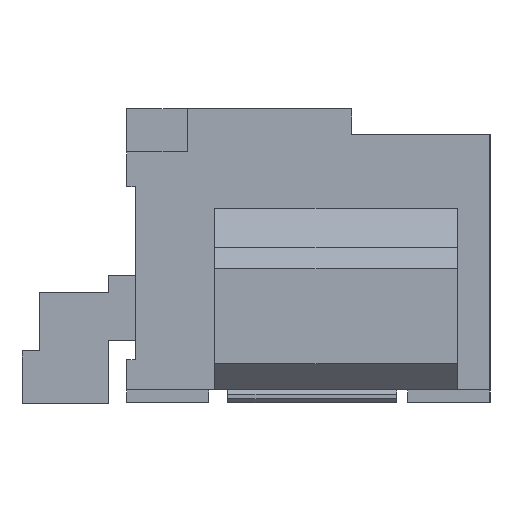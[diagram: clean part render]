
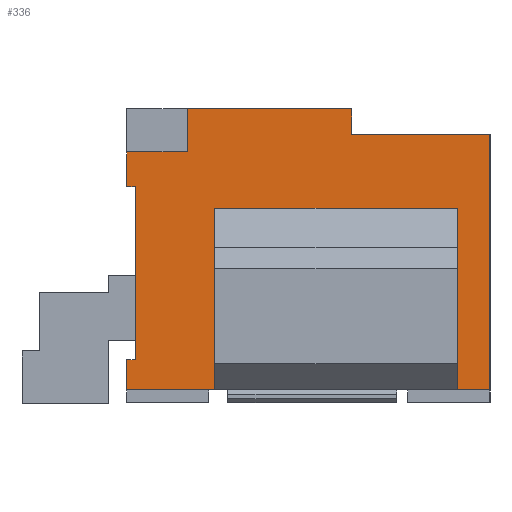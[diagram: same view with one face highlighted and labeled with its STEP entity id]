
A CAD part, left-side view. The second image highlights one B-rep face of the part: STEP entity #336.
In plain terms, the highlighted planar face has unit normal (-1, 0, 0).
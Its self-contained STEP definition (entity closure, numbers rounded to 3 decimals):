
#336 = ADVANCED_FACE( '', ( #768 ), #769, .T. );
#768 = FACE_OUTER_BOUND( '', #1348, .T. );
#769 = PLANE( '', #1349 );
#1348 = EDGE_LOOP( '', ( #1926, #1927, #1928, #1929, #1930, #1931, #1932, #1933, #1934, #1935, #1936, #1937, #1938, #1939, #1940, #1941 ) );
#1349 = AXIS2_PLACEMENT_3D( '', #1942, #1943, #1944 );
#1926 = ORIENTED_EDGE( '', *, *, #3705, .F. );
#1927 = ORIENTED_EDGE( '', *, *, #3706, .T. );
#1928 = ORIENTED_EDGE( '', *, *, #3707, .F. );
#1929 = ORIENTED_EDGE( '', *, *, #3708, .F. );
#1930 = ORIENTED_EDGE( '', *, *, #3709, .T. );
#1931 = ORIENTED_EDGE( '', *, *, #3710, .F. );
#1932 = ORIENTED_EDGE( '', *, *, #3711, .T. );
#1933 = ORIENTED_EDGE( '', *, *, #3712, .T. );
#1934 = ORIENTED_EDGE( '', *, *, #3713, .F. );
#1935 = ORIENTED_EDGE( '', *, *, #3714, .F. );
#1936 = ORIENTED_EDGE( '', *, *, #3715, .F. );
#1937 = ORIENTED_EDGE( '', *, *, #3716, .T. );
#1938 = ORIENTED_EDGE( '', *, *, #3717, .F. );
#1939 = ORIENTED_EDGE( '', *, *, #3718, .T. );
#1940 = ORIENTED_EDGE( '', *, *, #3719, .T. );
#1941 = ORIENTED_EDGE( '', *, *, #3720, .T. );
#1942 = CARTESIAN_POINT( '', ( -5.25, 0., 0. ) );
#1943 = DIRECTION( '', ( -1., 0., 0. ) );
#1944 = DIRECTION( '', ( 0., 0., 1. ) );
#3705 = EDGE_CURVE( '', #4421, #4422, #4423, .T. );
#3706 = EDGE_CURVE( '', #4421, #4424, #4425, .T. );
#3707 = EDGE_CURVE( '', #4426, #4424, #4427, .T. );
#3708 = EDGE_CURVE( '', #4428, #4426, #4429, .T. );
#3709 = EDGE_CURVE( '', #4428, #4430, #4431, .T. );
#3710 = EDGE_CURVE( '', #4432, #4430, #4433, .T. );
#3711 = EDGE_CURVE( '', #4432, #4434, #4435, .T. );
#3712 = EDGE_CURVE( '', #4434, #4436, #4437, .T. );
#3713 = EDGE_CURVE( '', #4438, #4436, #4439, .T. );
#3714 = EDGE_CURVE( '', #4440, #4438, #4441, .T. );
#3715 = EDGE_CURVE( '', #4442, #4440, #4443, .T. );
#3716 = EDGE_CURVE( '', #4442, #4444, #4445, .T. );
#3717 = EDGE_CURVE( '', #4446, #4444, #4447, .T. );
#3718 = EDGE_CURVE( '', #4446, #4448, #4449, .T. );
#3719 = EDGE_CURVE( '', #4448, #4450, #4451, .T. );
#3720 = EDGE_CURVE( '', #4450, #4422, #4452, .T. );
#4421 = VERTEX_POINT( '', #5483 );
#4422 = VERTEX_POINT( '', #5484 );
#4423 = LINE( '', #5485, #5486 );
#4424 = VERTEX_POINT( '', #5487 );
#4425 = LINE( '', #5488, #5489 );
#4426 = VERTEX_POINT( '', #5490 );
#4427 = LINE( '', #5491, #5492 );
#4428 = VERTEX_POINT( '', #5493 );
#4429 = LINE( '', #5494, #5495 );
#4430 = VERTEX_POINT( '', #5496 );
#4431 = LINE( '', #5497, #5498 );
#4432 = VERTEX_POINT( '', #5499 );
#4433 = LINE( '', #5500, #5501 );
#4434 = VERTEX_POINT( '', #5502 );
#4435 = LINE( '', #5503, #5504 );
#4436 = VERTEX_POINT( '', #5505 );
#4437 = LINE( '', #5506, #5507 );
#4438 = VERTEX_POINT( '', #5508 );
#4439 = LINE( '', #5509, #5510 );
#4440 = VERTEX_POINT( '', #5511 );
#4441 = LINE( '', #5512, #5513 );
#4442 = VERTEX_POINT( '', #5514 );
#4443 = LINE( '', #5515, #5516 );
#4444 = VERTEX_POINT( '', #5517 );
#4445 = LINE( '', #5518, #5519 );
#4446 = VERTEX_POINT( '', #5520 );
#4447 = LINE( '', #5521, #5522 );
#4448 = VERTEX_POINT( '', #5523 );
#4449 = LINE( '', #5524, #5525 );
#4450 = VERTEX_POINT( '', #5526 );
#4451 = LINE( '', #5527, #5528 );
#4452 = LINE( '', #5529, #5530 );
#5483 = CARTESIAN_POINT( '', ( -5.25, -2.1, -1.55 ) );
#5484 = CARTESIAN_POINT( '', ( -5.25, -1.72, -1.55 ) );
#5485 = CARTESIAN_POINT( '', ( -5.25, 0., -1.55 ) );
#5486 = VECTOR( '', #7042, 1000. );
#5487 = CARTESIAN_POINT( '', ( -5.25, -2.1, 1.4 ) );
#5488 = CARTESIAN_POINT( '', ( -5.25, -2.1, -1.7 ) );
#5489 = VECTOR( '', #7043, 1000. );
#5490 = CARTESIAN_POINT( '', ( -5.25, -0.5, 1.4 ) );
#5491 = CARTESIAN_POINT( '', ( -5.25, 0., 1.4 ) );
#5492 = VECTOR( '', #7044, 1000. );
#5493 = CARTESIAN_POINT( '', ( -5.25, -0.5, 1.7 ) );
#5494 = CARTESIAN_POINT( '', ( -5.25, -0.5, 0. ) );
#5495 = VECTOR( '', #7045, 1000. );
#5496 = CARTESIAN_POINT( '', ( -5.25, 1.4, 1.7 ) );
#5497 = CARTESIAN_POINT( '', ( -5.25, -2.1, 1.7 ) );
#5498 = VECTOR( '', #7046, 1000. );
#5499 = CARTESIAN_POINT( '', ( -5.25, 1.4, 1.2 ) );
#5500 = CARTESIAN_POINT( '', ( -5.25, 1.4, 1.2 ) );
#5501 = VECTOR( '', #7047, 1000. );
#5502 = CARTESIAN_POINT( '', ( -5.25, 2.1, 1.2 ) );
#5503 = CARTESIAN_POINT( '', ( -5.25, 1.4, 1.2 ) );
#5504 = VECTOR( '', #7048, 1000. );
#5505 = CARTESIAN_POINT( '', ( -5.25, 2.1, 0.8 ) );
#5506 = CARTESIAN_POINT( '', ( -5.25, 2.1, 1.7 ) );
#5507 = VECTOR( '', #7049, 1000. );
#5508 = CARTESIAN_POINT( '', ( -5.25, 2., 0.8 ) );
#5509 = CARTESIAN_POINT( '', ( -5.25, 0., 0.8 ) );
#5510 = VECTOR( '', #7050, 1000. );
#5511 = CARTESIAN_POINT( '', ( -5.25, 2., -1.2 ) );
#5512 = CARTESIAN_POINT( '', ( -5.25, 2., 0. ) );
#5513 = VECTOR( '', #7051, 1000. );
#5514 = CARTESIAN_POINT( '', ( -5.25, 2.1, -1.2 ) );
#5515 = CARTESIAN_POINT( '', ( -5.25, 0., -1.2 ) );
#5516 = VECTOR( '', #7052, 1000. );
#5517 = CARTESIAN_POINT( '', ( -5.25, 2.1, -1.55 ) );
#5518 = CARTESIAN_POINT( '', ( -5.25, 2.1, 1.7 ) );
#5519 = VECTOR( '', #7053, 1000. );
#5520 = CARTESIAN_POINT( '', ( -5.25, 1.08, -1.55 ) );
#5521 = CARTESIAN_POINT( '', ( -5.25, 0., -1.55 ) );
#5522 = VECTOR( '', #7054, 1000. );
#5523 = CARTESIAN_POINT( '', ( -5.25, 1.08, 0.55 ) );
#5524 = CARTESIAN_POINT( '', ( -5.25, 1.08, -1.7 ) );
#5525 = VECTOR( '', #7055, 1000. );
#5526 = CARTESIAN_POINT( '', ( -5.25, -1.72, 0.55 ) );
#5527 = CARTESIAN_POINT( '', ( -5.25, -1.72, 0.55 ) );
#5528 = VECTOR( '', #7056, 1000. );
#5529 = CARTESIAN_POINT( '', ( -5.25, -1.72, 0.1 ) );
#5530 = VECTOR( '', #7057, 1000. );
#7042 = DIRECTION( '', ( 0., 1., 0. ) );
#7043 = DIRECTION( '', ( 0., 0., 1. ) );
#7044 = DIRECTION( '', ( 0., -1., 0. ) );
#7045 = DIRECTION( '', ( 0., 0., -1. ) );
#7046 = DIRECTION( '', ( 0., 1., 0. ) );
#7047 = DIRECTION( '', ( 0., 0., 1. ) );
#7048 = DIRECTION( '', ( 0., 1., 0. ) );
#7049 = DIRECTION( '', ( 0., 0., -1. ) );
#7050 = DIRECTION( '', ( 0., 1., 0. ) );
#7051 = DIRECTION( '', ( 0., 0., 1. ) );
#7052 = DIRECTION( '', ( 0., -1., 0. ) );
#7053 = DIRECTION( '', ( 0., 0., -1. ) );
#7054 = DIRECTION( '', ( 0., 1., 0. ) );
#7055 = DIRECTION( '', ( 0., 0., 1. ) );
#7056 = DIRECTION( '', ( 0., -1., 0. ) );
#7057 = DIRECTION( '', ( 0., 0., -1. ) );
